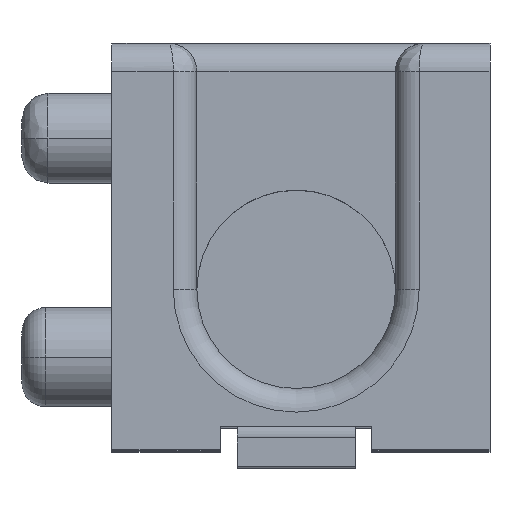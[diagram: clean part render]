
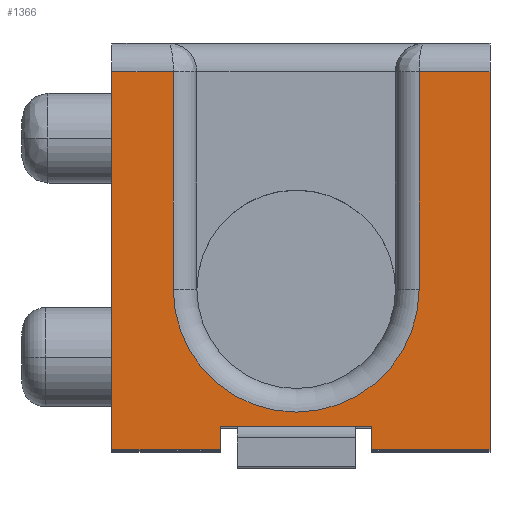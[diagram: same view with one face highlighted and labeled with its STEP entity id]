
A CAD part, top view. The second image highlights one B-rep face of the part: STEP entity #1366.
In plain terms, the highlighted planar face has unit normal (0, 0, 1).
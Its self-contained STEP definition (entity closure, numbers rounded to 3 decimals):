
#134=DIRECTION('',(-1.,0.,0.));
#135=VECTOR('',#134,0.65);
#136=CARTESIAN_POINT('',(-1.3,2.3,
0.));
#137=LINE('',#136,#135);
#138=DIRECTION('',(0.,1.,0.));
#139=VECTOR('',#138,2.3);
#140=CARTESIAN_POINT('',(-1.3,0.,0.));
#141=LINE('',#140,#139);
#142=CARTESIAN_POINT('',(0.,0.,0.));
#143=DIRECTION('',(0.,0.,-1.));
#144=DIRECTION('',(1.,0.,0.));
#145=AXIS2_PLACEMENT_3D('',#142,#143,#144);
#147=DIRECTION('',(0.,-1.,0.));
#148=VECTOR('',#147,2.3);
#149=CARTESIAN_POINT('',(1.3,2.3,0.));
#150=LINE('',#149,#148);
#151=DIRECTION('',(-1.,0.,0.));
#152=VECTOR('',#151,0.75);
#153=CARTESIAN_POINT('',(2.05,2.3,0.));
#154=LINE('',#153,#152);
#155=DIRECTION('',(0.,1.,0.));
#156=VECTOR('',#155,4.);
#157=CARTESIAN_POINT('',(2.05,-1.7,0.));
#158=LINE('',#157,#156);
#159=DIRECTION('',(1.,0.,0.));
#160=VECTOR('',#159,1.25);
#161=CARTESIAN_POINT('',(0.8,-1.7,0.));
#162=LINE('',#161,#160);
#163=DIRECTION('',(0.,-1.,0.));
#164=VECTOR('',#163,0.25);
#165=CARTESIAN_POINT('',(0.8,-1.45,0.));
#166=LINE('',#165,#164);
#167=DIRECTION('',(1.,0.,0.));
#168=VECTOR('',#167,1.6);
#169=CARTESIAN_POINT('',(-0.8,-1.45,0.));
#170=LINE('',#169,#168);
#171=DIRECTION('',(0.,1.,0.));
#172=VECTOR('',#171,0.25);
#173=CARTESIAN_POINT('',(-0.8,-1.7,0.));
#174=LINE('',#173,#172);
#175=DIRECTION('',(1.,0.,0.));
#176=VECTOR('',#175,1.15);
#177=CARTESIAN_POINT('',(-1.95,-1.7,0.));
#178=LINE('',#177,#176);
#179=DIRECTION('',(0.,-1.,0.));
#180=VECTOR('',#179,4.);
#181=CARTESIAN_POINT('',(-1.95,2.3,0.));
#182=LINE('',#181,#180);
#1071=CARTESIAN_POINT('',(-1.95,-1.7,0.));
#1072=CARTESIAN_POINT('',(-0.8,-1.7,0.));
#1073=VERTEX_POINT('',#1071);
#1074=VERTEX_POINT('',#1072);
#1075=CARTESIAN_POINT('',(-0.8,-1.45,0.));
#1076=VERTEX_POINT('',#1075);
#1077=CARTESIAN_POINT('',(0.8,-1.45,0.));
#1078=VERTEX_POINT('',#1077);
#1079=CARTESIAN_POINT('',(0.8,-1.7,0.));
#1080=VERTEX_POINT('',#1079);
#1081=CARTESIAN_POINT('',(2.05,-1.7,0.));
#1082=VERTEX_POINT('',#1081);
#1179=CARTESIAN_POINT('',(-1.95,2.3,0.));
#1181=VERTEX_POINT('',#1179);
#1185=CARTESIAN_POINT('',(-1.3,2.3,
0.));
#1186=VERTEX_POINT('',#1185);
#1191=CARTESIAN_POINT('',(-1.3,0.,0.));
#1192=VERTEX_POINT('',#1191);
#1193=CARTESIAN_POINT('',(1.3,0.,0.));
#1194=VERTEX_POINT('',#1193);
#1197=CARTESIAN_POINT('',(1.3,2.3,
0.));
#1198=VERTEX_POINT('',#1197);
#1212=CARTESIAN_POINT('',(2.05,2.3,0.));
#1214=VERTEX_POINT('',#1212);
#1335=CARTESIAN_POINT('',(0.,0.,0.));
#1336=DIRECTION('',(0.,0.,1.));
#1337=DIRECTION('',(1.,0.,0.));
#1338=AXIS2_PLACEMENT_3D('',#1335,#1336,#1337);
#1339=PLANE('',#1338);
#1341=ORIENTED_EDGE('',*,*,#1340,.F.);
#1343=ORIENTED_EDGE('',*,*,#1342,.F.);
#1345=ORIENTED_EDGE('',*,*,#1344,.F.);
#1347=ORIENTED_EDGE('',*,*,#1346,.F.);
#1349=ORIENTED_EDGE('',*,*,#1348,.F.);
#1351=ORIENTED_EDGE('',*,*,#1350,.F.);
#1353=ORIENTED_EDGE('',*,*,#1352,.F.);
#1355=ORIENTED_EDGE('',*,*,#1354,.F.);
#1357=ORIENTED_EDGE('',*,*,#1356,.F.);
#1359=ORIENTED_EDGE('',*,*,#1358,.F.);
#1361=ORIENTED_EDGE('',*,*,#1360,.F.);
#1363=ORIENTED_EDGE('',*,*,#1362,.F.);
#1364=EDGE_LOOP('',(#1341,#1343,#1345,#1347,#1349,#1351,#1353,#1355,#1357,#1359,
#1361,#1363));
#1365=FACE_OUTER_BOUND('',#1364,.F.);
#146=CIRCLE('',#145,1.3);
#1340=EDGE_CURVE('',#1186,#1181,#137,.T.);
#1342=EDGE_CURVE('',#1192,#1186,#141,.T.);
#1344=EDGE_CURVE('',#1194,#1192,#146,.T.);
#1346=EDGE_CURVE('',#1198,#1194,#150,.T.);
#1348=EDGE_CURVE('',#1214,#1198,#154,.T.);
#1350=EDGE_CURVE('',#1082,#1214,#158,.T.);
#1352=EDGE_CURVE('',#1080,#1082,#162,.T.);
#1354=EDGE_CURVE('',#1078,#1080,#166,.T.);
#1356=EDGE_CURVE('',#1076,#1078,#170,.T.);
#1358=EDGE_CURVE('',#1074,#1076,#174,.T.);
#1360=EDGE_CURVE('',#1073,#1074,#178,.T.);
#1362=EDGE_CURVE('',#1181,#1073,#182,.T.);
#1366=ADVANCED_FACE('',(#1365),#1339,.T.);
